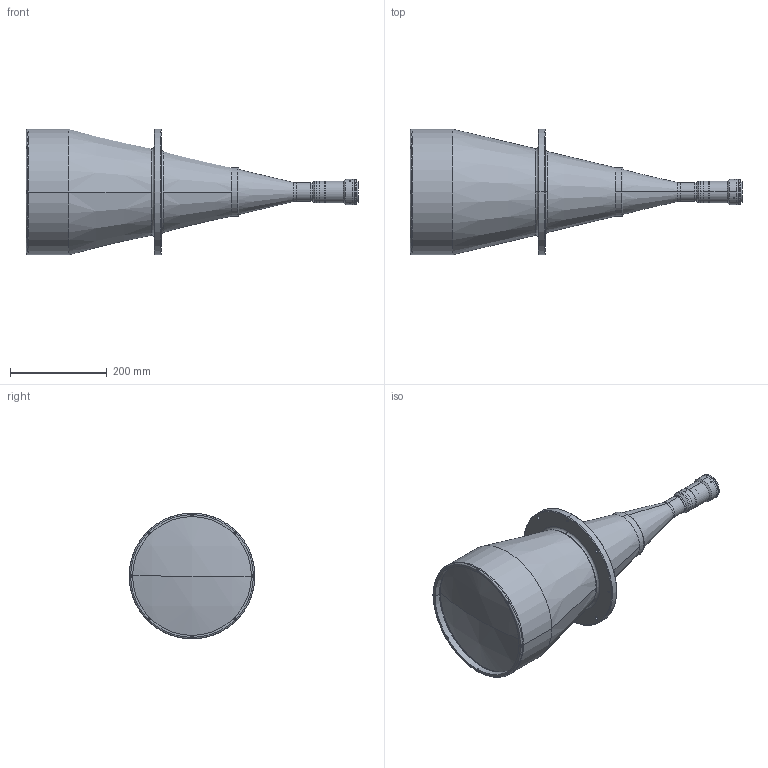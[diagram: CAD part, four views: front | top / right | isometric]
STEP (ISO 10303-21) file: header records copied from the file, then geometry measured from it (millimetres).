
FILE_DESCRIPTION (( 'STEP AP203' ), '1' );
FILE_NAME ('DP32164-A_TC10M192-J.step', '2022-12-06T16:34:12', ( '' ), ( '' ), 'SwSTEP 2.0', 'SolidWorks 2021', '' );
FILE_SCHEMA (( 'CONFIG_CONTROL_DESIGN' ));
Length unit declared in the file: millimetre
Products named in the file (1): DP32164-A_TC10M192-J
Bounding box: 686.84 x 260 x 260 mm (x, y, z)
Surface area: 462517.2 mm2 (no closed solid volume)
Topology: 0 solids, 31 shells, 196 faces, 609 edges, 427 vertices
Faces by surface type: cylinder 94, plane 52, torus 30, cone 18, sphere 2
Entity records: 7354 total; most frequent: CARTESIAN_POINT 1741, DIRECTION 1265, ORIENTED_EDGE 952, EDGE_CURVE 609, AXIS2_PLACEMENT_3D 491, VERTEX_POINT 427, CIRCLE 294, LINE 283
